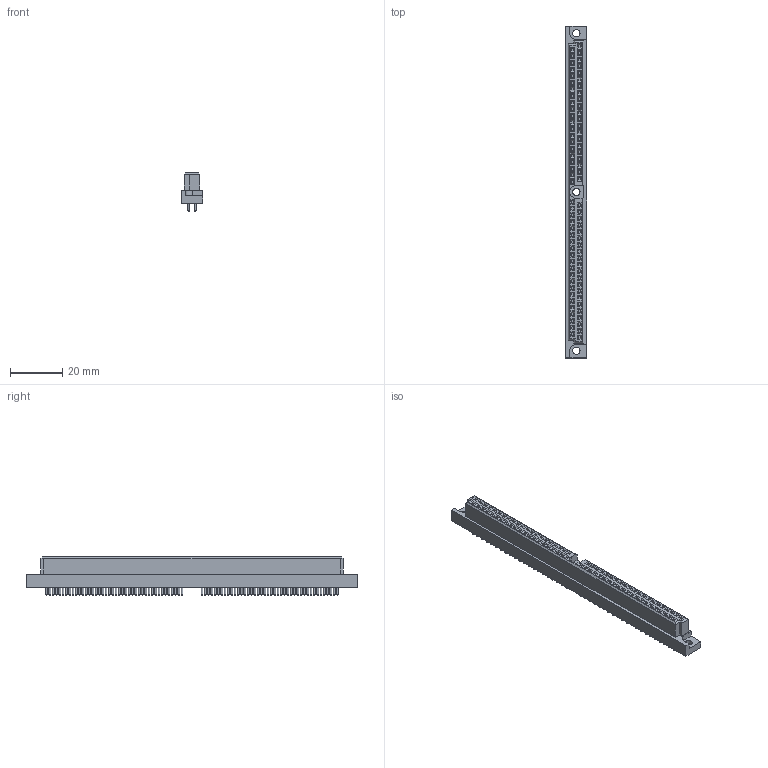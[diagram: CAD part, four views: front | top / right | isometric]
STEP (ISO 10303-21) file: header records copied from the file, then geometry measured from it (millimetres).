
FILE_DESCRIPTION(/* description */ (''),/* implementation_level */ '2;1');
FILE_NAME(/* name */ 'eltra841.step',/* time_stamp */ '2024-10-20T18:43:06+02:00',/* author */ (''),/* organization */ (''),/* preprocessor_version */ 'ST-DEVELOPER v20',/* originating_system */ 'Autodesk Translation Framework v13.20.0.188',/* authorisation */ '');
FILE_SCHEMA (('AUTOMOTIVE_DESIGN { 1 0 10303 214 3 1 1 }'));
Length unit declared in the file: millimetre
Products named in the file (1): eltra841
Bounding box: 8.1 x 127.5 x 14.6 mm (x, y, z)
Volume: 9047.9 mm3; surface area: 7626.6 mm2
Topology: 85 solids, 85 shells, 1131 faces, 2284 edges, 1408 vertices
Faces by surface type: plane 957, cylinder 90, bspline 84
Full cylindrical faces by diameter (mm): 0.7 x84, 2.8 x3
Entity records: 30621 total; most frequent: CARTESIAN_POINT 7008, DIRECTION 4812, ORIENTED_EDGE 4568, EDGE_CURVE 2284, LINE 1852, VECTOR 1852, AXIS2_PLACEMENT_3D 1480, VERTEX_POINT 1408
